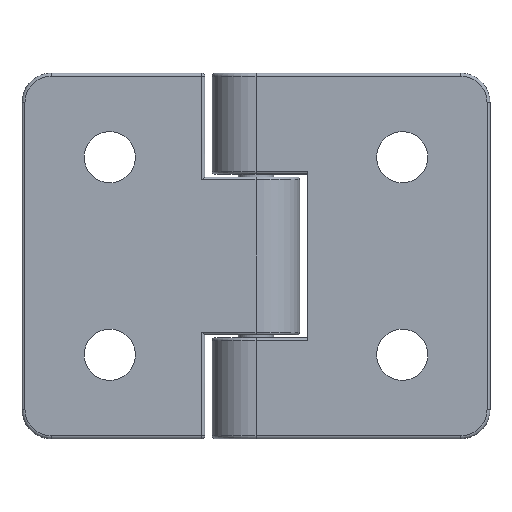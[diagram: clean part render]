
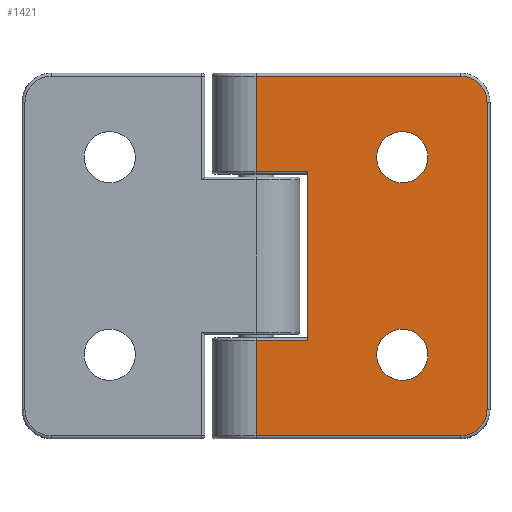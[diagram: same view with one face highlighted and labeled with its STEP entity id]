
A CAD part, front view. The second image highlights one B-rep face of the part: STEP entity #1421.
In plain terms, the highlighted planar face has unit normal (0, -1, 0).
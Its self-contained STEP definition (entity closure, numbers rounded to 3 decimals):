
#60=FACE_BOUND('',#236,.T.);
#61=FACE_BOUND('',#237,.T.);
#93=PLANE('',#1541);
#137=FACE_OUTER_BOUND('',#235,.T.);
#235=EDGE_LOOP('',(#1003,#1004,#1005,#1006,#1007,#1008,#1009,#1010,#1011,
#1012));
#236=EDGE_LOOP('',(#1013));
#237=EDGE_LOOP('',(#1014));
#359=LINE('',#2258,#447);
#361=LINE('',#2270,#449);
#363=LINE('',#2282,#451);
#369=LINE('',#2310,#457);
#370=LINE('',#2314,#458);
#371=LINE('',#2316,#459);
#372=LINE('',#2318,#460);
#373=LINE('',#2319,#461);
#447=VECTOR('',#1743,14.);
#449=VECTOR('',#1757,21.);
#451=VECTOR('',#1771,14.);
#457=VECTOR('',#1793,6.5);
#458=VECTOR('',#1798,6.5);
#459=VECTOR('',#1799,3.5);
#460=VECTOR('',#1800,11.6);
#461=VECTOR('',#1801,3.5);
#539=CIRCLE('',#1523,1.8);
#543=CIRCLE('',#1529,1.8);
#550=CIRCLE('',#1542,1.75);
#551=CIRCLE('',#1543,1.75);
#636=VERTEX_POINT('',#2248);
#638=VERTEX_POINT('',#2254);
#640=VERTEX_POINT('',#2260);
#642=VERTEX_POINT('',#2266);
#644=VERTEX_POINT('',#2272);
#646=VERTEX_POINT('',#2278);
#655=VERTEX_POINT('',#2309);
#656=VERTEX_POINT('',#2313);
#657=VERTEX_POINT('',#2315);
#658=VERTEX_POINT('',#2317);
#659=VERTEX_POINT('',#2320);
#660=VERTEX_POINT('',#2322);
#767=EDGE_CURVE('',#636,#638,#359,.T.);
#770=EDGE_CURVE('',#638,#640,#539,.T.);
#773=EDGE_CURVE('',#640,#642,#361,.T.);
#776=EDGE_CURVE('',#642,#644,#543,.T.);
#779=EDGE_CURVE('',#644,#646,#363,.T.);
#790=EDGE_CURVE('',#646,#655,#369,.T.);
#792=EDGE_CURVE('',#656,#636,#370,.T.);
#793=EDGE_CURVE('',#657,#656,#371,.T.);
#794=EDGE_CURVE('',#657,#658,#372,.T.);
#795=EDGE_CURVE('',#655,#658,#373,.T.);
#796=EDGE_CURVE('',#659,#659,#550,.T.);
#797=EDGE_CURVE('',#660,#660,#551,.T.);
#1003=ORIENTED_EDGE('',*,*,#779,.F.);
#1004=ORIENTED_EDGE('',*,*,#776,.F.);
#1005=ORIENTED_EDGE('',*,*,#773,.F.);
#1006=ORIENTED_EDGE('',*,*,#770,.F.);
#1007=ORIENTED_EDGE('',*,*,#767,.F.);
#1008=ORIENTED_EDGE('',*,*,#792,.F.);
#1009=ORIENTED_EDGE('',*,*,#793,.F.);
#1010=ORIENTED_EDGE('',*,*,#794,.T.);
#1011=ORIENTED_EDGE('',*,*,#795,.F.);
#1012=ORIENTED_EDGE('',*,*,#790,.F.);
#1013=ORIENTED_EDGE('',*,*,#796,.T.);
#1014=ORIENTED_EDGE('',*,*,#797,.T.);
#1421=ADVANCED_FACE('',(#137,#60,#61),#93,.T.);
#1523=AXIS2_PLACEMENT_3D('',#2264,#1750,#1751);
#1529=AXIS2_PLACEMENT_3D('',#2276,#1764,#1765);
#1541=AXIS2_PLACEMENT_3D('',#2312,#1796,#1797);
#1542=AXIS2_PLACEMENT_3D('',#2321,#1802,#1803);
#1543=AXIS2_PLACEMENT_3D('',#2323,#1804,#1805);
#1743=DIRECTION('',(1.,0.,0.));
#1750=DIRECTION('center_axis',(0.,1.,0.));
#1751=DIRECTION('ref_axis',(0.707,0.,0.707));
#1757=DIRECTION('',(0.,0.,-1.));
#1764=DIRECTION('center_axis',(0.,1.,0.));
#1765=DIRECTION('ref_axis',(0.707,0.,-0.707));
#1771=DIRECTION('',(-1.,0.,0.));
#1793=DIRECTION('',(0.,0.,1.));
#1796=DIRECTION('center_axis',(0.,-1.,0.));
#1797=DIRECTION('ref_axis',(1.,0.,0.));
#1798=DIRECTION('',(0.,0.,1.));
#1799=DIRECTION('',(-1.,0.,0.));
#1800=DIRECTION('',(0.,0.,-1.));
#1801=DIRECTION('',(1.,0.,0.));
#1802=DIRECTION('center_axis',(0.,1.,0.));
#1803=DIRECTION('ref_axis',(1.,0.,0.));
#1804=DIRECTION('center_axis',(0.,1.,0.));
#1805=DIRECTION('ref_axis',(1.,0.,0.));
#2248=CARTESIAN_POINT('',(0.,-3.,12.3));
#2254=CARTESIAN_POINT('',(14.,-3.,12.3));
#2258=CARTESIAN_POINT('',(3.25,-3.,12.3));
#2260=CARTESIAN_POINT('',(15.8,-3.,10.5));
#2264=CARTESIAN_POINT('Origin',(14.,-3.,10.5));
#2266=CARTESIAN_POINT('',(15.8,-3.,-10.5));
#2270=CARTESIAN_POINT('',(15.8,-3.,0.));
#2272=CARTESIAN_POINT('',(14.,-3.,-12.3));
#2276=CARTESIAN_POINT('Origin',(14.,-3.,-10.5));
#2278=CARTESIAN_POINT('',(0.,-3.,-12.3));
#2282=CARTESIAN_POINT('',(3.25,-3.,-12.3));
#2309=CARTESIAN_POINT('',(0.,-3.,-5.8));
#2310=CARTESIAN_POINT('',(0.,-3.,0.));
#2312=CARTESIAN_POINT('Origin',(0.,-3.,0.));
#2313=CARTESIAN_POINT('',(0.,-3.,5.8));
#2314=CARTESIAN_POINT('',(0.,-3.,0.));
#2315=CARTESIAN_POINT('',(3.5,-3.,5.8));
#2316=CARTESIAN_POINT('',(-6.006,-3.,5.8));
#2317=CARTESIAN_POINT('',(3.5,-3.,-5.8));
#2318=CARTESIAN_POINT('',(3.5,-3.,2.8));
#2319=CARTESIAN_POINT('',(1.75,-3.,-5.8));
#2320=CARTESIAN_POINT('',(8.25,-3.,6.75));
#2321=CARTESIAN_POINT('Origin',(10.,-3.,6.75));
#2322=CARTESIAN_POINT('',(8.25,-3.,-6.75));
#2323=CARTESIAN_POINT('Origin',(10.,-3.,-6.75));
